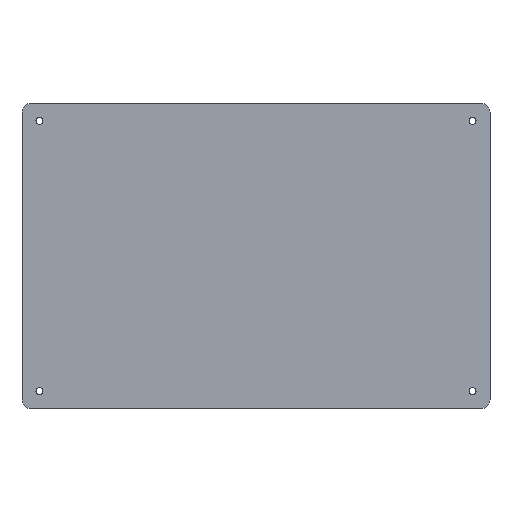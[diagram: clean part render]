
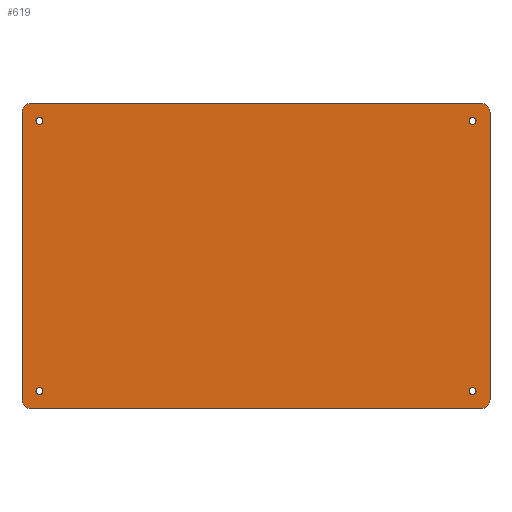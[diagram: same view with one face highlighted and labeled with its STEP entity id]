
A CAD part, top view. The second image highlights one B-rep face of the part: STEP entity #619.
In plain terms, the highlighted planar face has unit normal (0, 0, 1).
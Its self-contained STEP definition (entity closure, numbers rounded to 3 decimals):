
#27=FACE_BOUND('',#120,.T.);
#28=FACE_BOUND('',#121,.T.);
#29=FACE_BOUND('',#122,.T.);
#30=FACE_BOUND('',#123,.T.);
#41=PLANE('',#684);
#68=FACE_OUTER_BOUND('',#119,.T.);
#119=EDGE_LOOP('',(#474,#475,#476,#477,#478,#479,#480,#481));
#120=EDGE_LOOP('',(#482));
#121=EDGE_LOOP('',(#483));
#122=EDGE_LOOP('',(#484));
#123=EDGE_LOOP('',(#485));
#158=LINE('',#1013,#202);
#159=LINE('',#1017,#203);
#160=LINE('',#1021,#204);
#161=LINE('',#1024,#205);
#202=VECTOR('',#822,10.);
#203=VECTOR('',#825,10.);
#204=VECTOR('',#828,10.);
#205=VECTOR('',#831,10.);
#258=CIRCLE('',#685,4.);
#259=CIRCLE('',#686,4.);
#260=CIRCLE('',#687,4.);
#261=CIRCLE('',#688,4.);
#262=CIRCLE('',#689,1.6);
#263=CIRCLE('',#690,1.6);
#264=CIRCLE('',#691,1.6);
#265=CIRCLE('',#692,1.6);
#302=VERTEX_POINT('',#1009);
#303=VERTEX_POINT('',#1010);
#304=VERTEX_POINT('',#1012);
#305=VERTEX_POINT('',#1014);
#306=VERTEX_POINT('',#1016);
#307=VERTEX_POINT('',#1018);
#308=VERTEX_POINT('',#1020);
#309=VERTEX_POINT('',#1022);
#310=VERTEX_POINT('',#1025);
#311=VERTEX_POINT('',#1027);
#312=VERTEX_POINT('',#1029);
#313=VERTEX_POINT('',#1031);
#366=EDGE_CURVE('',#302,#303,#258,.T.);
#367=EDGE_CURVE('',#303,#304,#158,.T.);
#368=EDGE_CURVE('',#304,#305,#259,.T.);
#369=EDGE_CURVE('',#305,#306,#159,.T.);
#370=EDGE_CURVE('',#306,#307,#260,.T.);
#371=EDGE_CURVE('',#307,#308,#160,.T.);
#372=EDGE_CURVE('',#308,#309,#261,.T.);
#373=EDGE_CURVE('',#309,#302,#161,.T.);
#374=EDGE_CURVE('',#310,#310,#262,.T.);
#375=EDGE_CURVE('',#311,#311,#263,.T.);
#376=EDGE_CURVE('',#312,#312,#264,.T.);
#377=EDGE_CURVE('',#313,#313,#265,.T.);
#474=ORIENTED_EDGE('',*,*,#366,.T.);
#475=ORIENTED_EDGE('',*,*,#367,.T.);
#476=ORIENTED_EDGE('',*,*,#368,.T.);
#477=ORIENTED_EDGE('',*,*,#369,.T.);
#478=ORIENTED_EDGE('',*,*,#370,.T.);
#479=ORIENTED_EDGE('',*,*,#371,.T.);
#480=ORIENTED_EDGE('',*,*,#372,.T.);
#481=ORIENTED_EDGE('',*,*,#373,.T.);
#482=ORIENTED_EDGE('',*,*,#374,.T.);
#483=ORIENTED_EDGE('',*,*,#375,.T.);
#484=ORIENTED_EDGE('',*,*,#376,.T.);
#485=ORIENTED_EDGE('',*,*,#377,.T.);
#619=ADVANCED_FACE('',(#68,#27,#28,#29,#30),#41,.T.);
#684=AXIS2_PLACEMENT_3D('',#1008,#818,#819);
#685=AXIS2_PLACEMENT_3D('',#1011,#820,#821);
#686=AXIS2_PLACEMENT_3D('',#1015,#823,#824);
#687=AXIS2_PLACEMENT_3D('',#1019,#826,#827);
#688=AXIS2_PLACEMENT_3D('',#1023,#829,#830);
#689=AXIS2_PLACEMENT_3D('',#1026,#832,#833);
#690=AXIS2_PLACEMENT_3D('',#1028,#834,#835);
#691=AXIS2_PLACEMENT_3D('',#1030,#836,#837);
#692=AXIS2_PLACEMENT_3D('',#1032,#838,#839);
#818=DIRECTION('center_axis',(0.,0.,1.));
#819=DIRECTION('ref_axis',(1.,0.,0.));
#820=DIRECTION('center_axis',(0.,0.,1.));
#821=DIRECTION('ref_axis',(0.707,-0.707,0.));
#822=DIRECTION('',(0.,1.,0.));
#823=DIRECTION('center_axis',(0.,0.,1.));
#824=DIRECTION('ref_axis',(0.707,0.707,0.));
#825=DIRECTION('',(-1.,0.,0.));
#826=DIRECTION('center_axis',(0.,0.,1.));
#827=DIRECTION('ref_axis',(-0.707,0.707,0.));
#828=DIRECTION('',(0.,-1.,0.));
#829=DIRECTION('center_axis',(0.,0.,1.));
#830=DIRECTION('ref_axis',(-0.707,-0.707,0.));
#831=DIRECTION('',(1.,0.,0.));
#832=DIRECTION('center_axis',(0.,0.,-1.));
#833=DIRECTION('ref_axis',(-1.,0.,0.));
#834=DIRECTION('center_axis',(0.,0.,-1.));
#835=DIRECTION('ref_axis',(-1.,0.,0.));
#836=DIRECTION('center_axis',(0.,0.,-1.));
#837=DIRECTION('ref_axis',(-1.,0.,0.));
#838=DIRECTION('center_axis',(0.,0.,-1.));
#839=DIRECTION('ref_axis',(-1.,0.,0.));
#1008=CARTESIAN_POINT('Origin',(154.5,-103.75,55.2));
#1009=CARTESIAN_POINT('',(257.57,-173.57,55.2));
#1010=CARTESIAN_POINT('',(261.57,-169.57,55.2));
#1011=CARTESIAN_POINT('Origin',(257.57,-169.57,55.2));
#1012=CARTESIAN_POINT('',(261.57,-37.93,55.2));
#1013=CARTESIAN_POINT('',(261.57,-33.93,55.2));
#1014=CARTESIAN_POINT('',(257.57,-33.93,55.2));
#1015=CARTESIAN_POINT('Origin',(257.57,-37.93,55.2));
#1016=CARTESIAN_POINT('',(51.43,-33.93,55.2));
#1017=CARTESIAN_POINT('',(47.43,-33.93,55.2));
#1018=CARTESIAN_POINT('',(47.43,-37.93,55.2));
#1019=CARTESIAN_POINT('Origin',(51.43,-37.93,55.2));
#1020=CARTESIAN_POINT('',(47.43,-169.57,55.2));
#1021=CARTESIAN_POINT('',(47.43,-173.57,55.2));
#1022=CARTESIAN_POINT('',(51.43,-173.57,55.2));
#1023=CARTESIAN_POINT('Origin',(51.43,-169.57,55.2));
#1024=CARTESIAN_POINT('',(261.57,-173.57,55.2));
#1025=CARTESIAN_POINT('',(255.17,-41.93,55.2));
#1026=CARTESIAN_POINT('Origin',(253.57,-41.93,55.2));
#1027=CARTESIAN_POINT('',(255.17,-165.57,55.2));
#1028=CARTESIAN_POINT('Origin',(253.57,-165.57,55.2));
#1029=CARTESIAN_POINT('',(57.03,-41.93,55.2));
#1030=CARTESIAN_POINT('Origin',(55.43,-41.93,55.2));
#1031=CARTESIAN_POINT('',(57.03,-165.57,55.2));
#1032=CARTESIAN_POINT('Origin',(55.43,-165.57,55.2));
